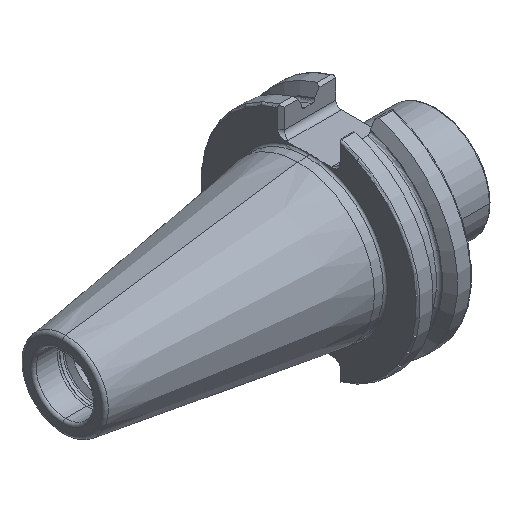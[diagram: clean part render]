
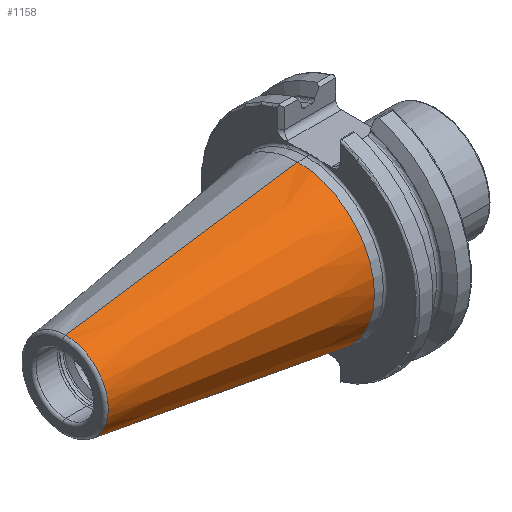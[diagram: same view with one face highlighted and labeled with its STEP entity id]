
A CAD part, isometric view. The second image highlights one B-rep face of the part: STEP entity #1158.
In plain terms, the highlighted conical face has half-angle 8.297 degrees and reference radius 22.225 mm.
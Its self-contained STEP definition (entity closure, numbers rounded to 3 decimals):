
#230 = VERTEX_POINT ( 'NONE', #1937 ) ;
#369 = ORIENTED_EDGE ( 'NONE', *, *, #2306, .T. ) ;
#553 = DIRECTION ( 'NONE',  ( 0.99, 0., -0.144 ) ) ;
#602 = VECTOR ( 'NONE', #2113, 1000. ) ;
#717 = CARTESIAN_POINT ( 'NONE',  ( 0., 0., -22.225 ) ) ;
#827 = LINE ( 'NONE', #2234, #602 ) ;
#866 = CARTESIAN_POINT ( 'NONE',  ( -67.394, 0., 0. ) ) ;
#875 = DIRECTION ( 'NONE',  ( -1., 0., 0. ) ) ;
#878 = DIRECTION ( 'NONE',  ( 0., 0., -1. ) ) ;
#887 = DIRECTION ( 'NONE',  ( 0., 0., 1. ) ) ;
#1070 = EDGE_CURVE ( 'NONE', #1115, #230, #4581, .T. ) ;
#1115 = VERTEX_POINT ( 'NONE', #1263 ) ;
#1158 = ADVANCED_FACE ( 'NONE', ( #4174 ), #3964, .T. ) ;
#1263 = CARTESIAN_POINT ( 'NONE',  ( -67.394, 0., -12.397 ) ) ;
#1292 = ORIENTED_EDGE ( 'NONE', *, *, #1070, .T. ) ;
#1324 = VERTEX_POINT ( 'NONE', #3363 ) ;
#1412 = ORIENTED_EDGE ( 'NONE', *, *, #1779, .F. ) ;
#1643 = ORIENTED_EDGE ( 'NONE', *, *, #3028, .F. ) ;
#1756 = CARTESIAN_POINT ( 'NONE',  ( -67.394, 0., 12.397 ) ) ;
#1779 = EDGE_CURVE ( 'NONE', #1115, #4375, #1850, .T. ) ;
#1850 = CIRCLE ( 'NONE', #2665, 12.397 ) ;
#1897 = AXIS2_PLACEMENT_3D ( 'NONE', #2963, #2637, #3195 ) ;
#1937 = CARTESIAN_POINT ( 'NONE',  ( 0., 0., -22.225 ) ) ;
#1987 = AXIS2_PLACEMENT_3D ( 'NONE', #2876, #3215, #878 ) ;
#2113 = DIRECTION ( 'NONE',  ( 0.99, 0., 0.144 ) ) ;
#2234 = CARTESIAN_POINT ( 'NONE',  ( 0., 0., 22.225 ) ) ;
#2306 = EDGE_CURVE ( 'NONE', #230, #1324, #4024, .T. ) ;
#2637 = DIRECTION ( 'NONE',  ( -1., 0., 0. ) ) ;
#2665 = AXIS2_PLACEMENT_3D ( 'NONE', #866, #875, #887 ) ;
#2796 = EDGE_LOOP ( 'NONE', ( #1643, #1412, #1292, #369 ) ) ;
#2876 = CARTESIAN_POINT ( 'NONE',  ( 0., 0., 0. ) ) ;
#2963 = CARTESIAN_POINT ( 'NONE',  ( 0., 0., 0. ) ) ;
#3028 = EDGE_CURVE ( 'NONE', #4375, #1324, #827, .T. ) ;
#3195 = DIRECTION ( 'NONE',  ( 0., 0., 1. ) ) ;
#3215 = DIRECTION ( 'NONE',  ( 1., 0., 0. ) ) ;
#3363 = CARTESIAN_POINT ( 'NONE',  ( 0., 0., 22.225 ) ) ;
#3964 = CONICAL_SURFACE ( 'NONE', #1987, 22.225, 0.145 ) ;
#4024 = CIRCLE ( 'NONE', #1897, 22.225 ) ;
#4174 = FACE_OUTER_BOUND ( 'NONE', #2796, .T. ) ;
#4375 = VERTEX_POINT ( 'NONE', #1756 ) ;
#4527 = VECTOR ( 'NONE', #553, 1000. ) ;
#4581 = LINE ( 'NONE', #717, #4527 ) ;
